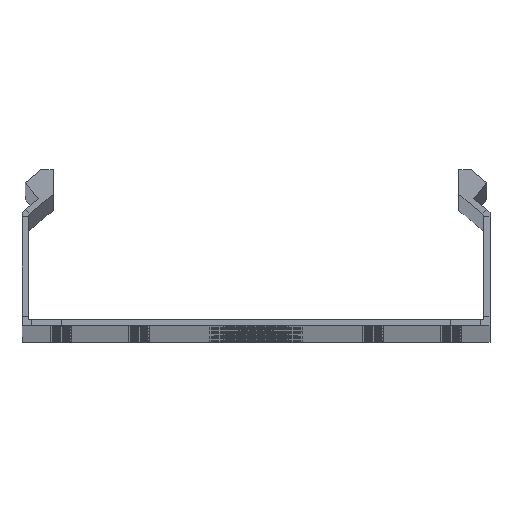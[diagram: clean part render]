
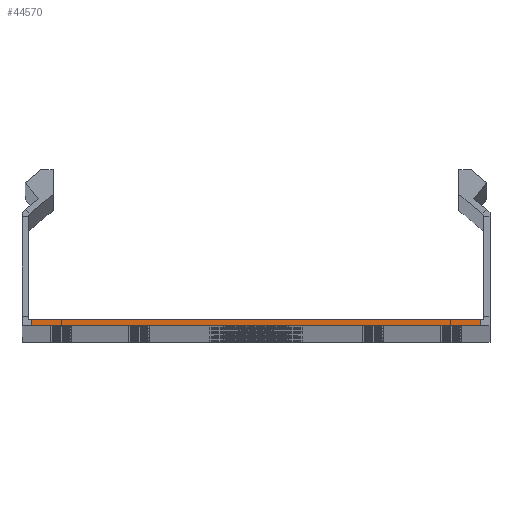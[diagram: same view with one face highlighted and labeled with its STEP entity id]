
A CAD part, top view. The second image highlights one B-rep face of the part: STEP entity #44570.
In plain terms, the highlighted planar face has unit normal (0, 0, 1).
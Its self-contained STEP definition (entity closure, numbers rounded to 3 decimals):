
#126 = VERTEX_POINT ( 'NONE', #4602 ) ;
#577 = CARTESIAN_POINT ( 'NONE',  ( -75., 0., 1500. ) ) ;
#4602 = CARTESIAN_POINT ( 'NONE',  ( 72., 2., 1500. ) ) ;
#4682 = VECTOR ( 'NONE', #42137, 1000. ) ;
#6698 = CARTESIAN_POINT ( 'NONE',  ( -72., 2., 1500. ) ) ;
#7090 = DIRECTION ( 'NONE',  ( 0., -1., 0. ) ) ;
#8545 = FACE_OUTER_BOUND ( 'NONE', #42049, .T. ) ;
#8595 = EDGE_CURVE ( 'NONE', #65903, #126, #34943, .T. ) ;
#9725 = PLANE ( 'NONE',  #27773 ) ;
#11040 = CARTESIAN_POINT ( 'NONE',  ( 72., 0., 1500. ) ) ;
#18001 = DIRECTION ( 'NONE',  ( 0., 1., 0. ) ) ;
#19633 = VECTOR ( 'NONE', #7090, 1000. ) ;
#27773 = AXIS2_PLACEMENT_3D ( 'NONE', #57778, #46686, #46460 ) ;
#30216 = VECTOR ( 'NONE', #41659, 1000. ) ;
#30380 = EDGE_CURVE ( 'NONE', #56180, #45795, #55146, .T. ) ;
#33688 = CARTESIAN_POINT ( 'NONE',  ( -72., 2., 1500. ) ) ;
#34149 = CARTESIAN_POINT ( 'NONE',  ( -72., 0., 1500. ) ) ;
#34943 = LINE ( 'NONE', #54689, #48038 ) ;
#35445 = EDGE_CURVE ( 'NONE', #65903, #45795, #68299, .T. ) ;
#39406 = ORIENTED_EDGE ( 'NONE', *, *, #40312, .T. ) ;
#40312 = EDGE_CURVE ( 'NONE', #126, #56180, #48311, .T. ) ;
#41659 = DIRECTION ( 'NONE',  ( -1., 0., 0. ) ) ;
#42049 = EDGE_LOOP ( 'NONE', ( #54279, #56684, #39406, #53845 ) ) ;
#42137 = DIRECTION ( 'NONE',  ( -1., 0., 0. ) ) ;
#44570 = ADVANCED_FACE ( 'NONE', ( #8545 ), #9725, .T. ) ;
#45795 = VERTEX_POINT ( 'NONE', #34149 ) ;
#46460 = DIRECTION ( 'NONE',  ( 1., 0., 0. ) ) ;
#46686 = DIRECTION ( 'NONE',  ( 0., 0., 1. ) ) ;
#48038 = VECTOR ( 'NONE', #18001, 1000. ) ;
#48311 = LINE ( 'NONE', #63353, #30216 ) ;
#53845 = ORIENTED_EDGE ( 'NONE', *, *, #30380, .T. ) ;
#54279 = ORIENTED_EDGE ( 'NONE', *, *, #35445, .F. ) ;
#54689 = CARTESIAN_POINT ( 'NONE',  ( 72., 0., 1500. ) ) ;
#55146 = LINE ( 'NONE', #33688, #19633 ) ;
#56180 = VERTEX_POINT ( 'NONE', #6698 ) ;
#56684 = ORIENTED_EDGE ( 'NONE', *, *, #8595, .T. ) ;
#57778 = CARTESIAN_POINT ( 'NONE',  ( 73., 3., 1500. ) ) ;
#63353 = CARTESIAN_POINT ( 'NONE',  ( -75., 2., 1500. ) ) ;
#65903 = VERTEX_POINT ( 'NONE', #11040 ) ;
#68299 = LINE ( 'NONE', #577, #4682 ) ;
